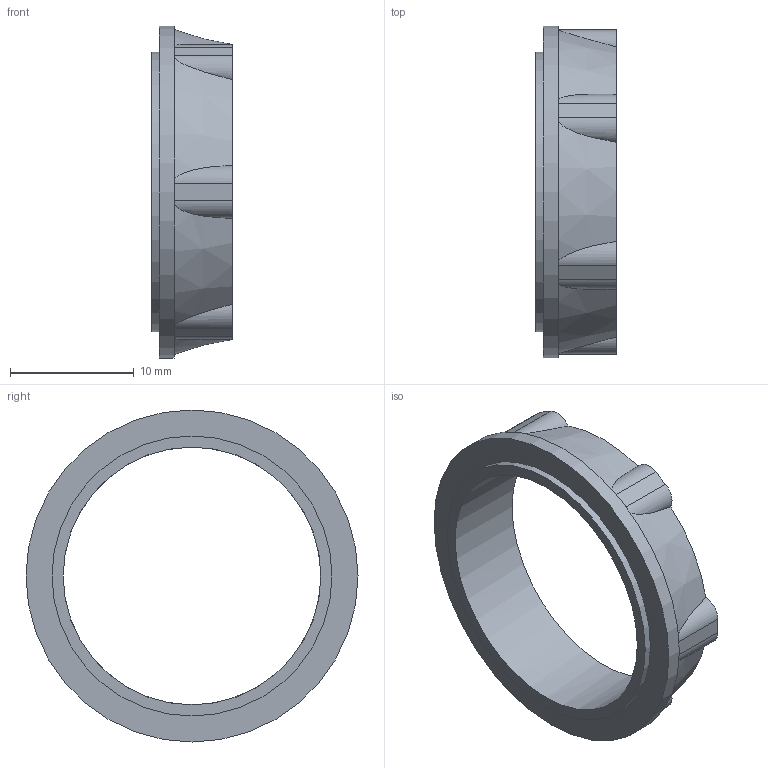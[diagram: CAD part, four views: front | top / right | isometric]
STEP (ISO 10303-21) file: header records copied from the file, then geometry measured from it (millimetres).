
FILE_DESCRIPTION(/* description */ (''),/* implementation_level */ '2;1');
FILE_NAME(/* name */ 'P2MN.stp',/* time_stamp */ '2016-07-18T14:32:40-04:00',/* author */ ('CAD Station'),/* organization */ (''),/* preprocessor_version */ 'ST-DEVELOPER v16.1',/* originating_system */ 'Autodesk Inventor 2016',/* authorisation */ '');
FILE_SCHEMA (('AUTOMOTIVE_DESIGN { 1 0 10303 214 3 1 1 }'));
Length unit declared in the file: millimetre
Products named in the file (1): P2MN
Bounding box: 6.5 x 26.8 x 26.8 mm (x, y, z)
Volume: 1076.5 mm3; surface area: 1344 mm2
Topology: 1 solids, 1 shells, 31 faces, 82 edges, 55 vertices
Faces by surface type: cylinder 15, plane 10, cone 6
Full cylindrical faces by diameter (mm): 20.8 x1, 22.6 x1, 26.8 x1
Entity records: 1098 total; most frequent: CARTESIAN_POINT 296, DIRECTION 172, ORIENTED_EDGE 156, EDGE_CURVE 78, AXIS2_PLACEMENT_3D 74, VERTEX_POINT 54, CIRCLE 42, EDGE_LOOP 38
